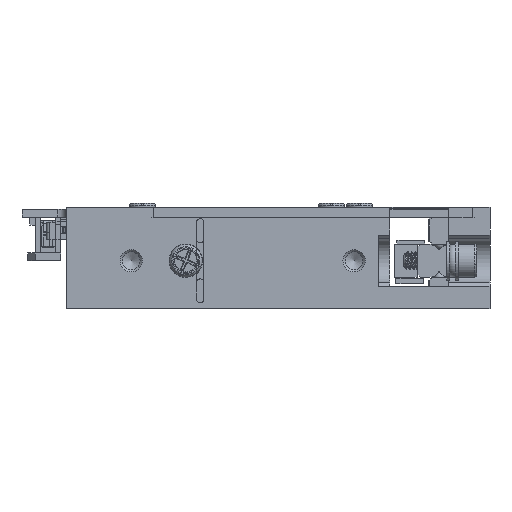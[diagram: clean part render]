
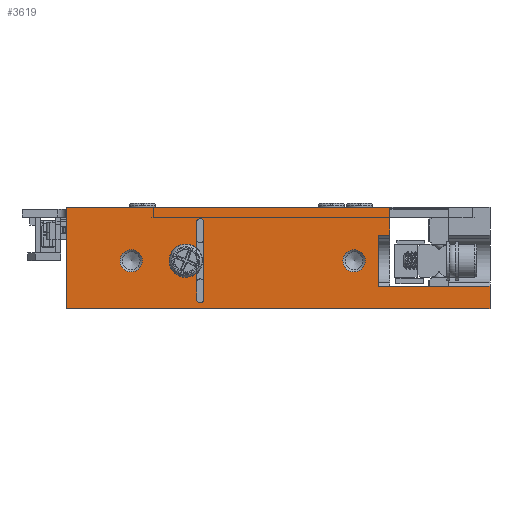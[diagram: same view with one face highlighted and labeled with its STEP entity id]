
A CAD part, left-side view. The second image highlights one B-rep face of the part: STEP entity #3619.
In plain terms, the highlighted planar face has unit normal (-1, 0, 0).
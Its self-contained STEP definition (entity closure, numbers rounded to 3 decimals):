
#995=PLANE('',#55972);
#3247=FACE_BOUND('',#9392,.T.);
#3248=FACE_BOUND('',#9393,.T.);
#3249=FACE_BOUND('',#9394,.T.);
#3250=FACE_BOUND('',#9395,.T.);
#3619=ADVANCED_FACE('',(#3247,#3248,#3249,#3250),#995,.F.);
#9392=EDGE_LOOP('',(#26420));
#9393=EDGE_LOOP('',(#26421));
#9394=EDGE_LOOP('',(#26422,#26423,#26424,#26425,#26426,#26427));
#9395=EDGE_LOOP('',(#26428,#26429,#26430,#26431,#26432,#26433,#26434,#26435,
#26436,#26437,#26438,#26439));
#12328=LINE('',#74059,#19263);
#12329=LINE('',#74064,#19264);
#12330=LINE('',#74068,#19265);
#12331=LINE('',#74071,#19266);
#12332=LINE('',#74074,#19267);
#12333=LINE('',#74076,#19268);
#12334=LINE('',#74078,#19269);
#12335=LINE('',#74080,#19270);
#12336=LINE('',#74082,#19271);
#12337=LINE('',#74084,#19272);
#12338=LINE('',#74086,#19273);
#12339=LINE('',#74088,#19274);
#12340=LINE('',#74090,#19275);
#12341=LINE('',#74092,#19276);
#12342=LINE('',#74094,#19277);
#19263=VECTOR('',#59857,1.);
#19264=VECTOR('',#59860,1.);
#19265=VECTOR('',#59863,1.);
#19266=VECTOR('',#59866,1.);
#19267=VECTOR('',#59867,1.);
#19268=VECTOR('',#59868,1.);
#19269=VECTOR('',#59869,1.);
#19270=VECTOR('',#59870,1.);
#19271=VECTOR('',#59871,1.);
#19272=VECTOR('',#59872,1.);
#19273=VECTOR('',#59873,1.);
#19274=VECTOR('',#59874,1.);
#19275=VECTOR('',#59875,1.);
#19276=VECTOR('',#59876,1.);
#19277=VECTOR('',#59877,1.);
#26420=ORIENTED_EDGE('',*,*,#47220,.T.);
#26421=ORIENTED_EDGE('',*,*,#47221,.T.);
#26422=ORIENTED_EDGE('',*,*,#47222,.F.);
#26423=ORIENTED_EDGE('',*,*,#47223,.T.);
#26424=ORIENTED_EDGE('',*,*,#47224,.F.);
#26425=ORIENTED_EDGE('',*,*,#47225,.F.);
#26426=ORIENTED_EDGE('',*,*,#47226,.F.);
#26427=ORIENTED_EDGE('',*,*,#47227,.F.);
#26428=ORIENTED_EDGE('',*,*,#47228,.F.);
#26429=ORIENTED_EDGE('',*,*,#47229,.T.);
#26430=ORIENTED_EDGE('',*,*,#47230,.F.);
#26431=ORIENTED_EDGE('',*,*,#47231,.F.);
#26432=ORIENTED_EDGE('',*,*,#47232,.T.);
#26433=ORIENTED_EDGE('',*,*,#47233,.T.);
#26434=ORIENTED_EDGE('',*,*,#47234,.T.);
#26435=ORIENTED_EDGE('',*,*,#47235,.T.);
#26436=ORIENTED_EDGE('',*,*,#47236,.T.);
#26437=ORIENTED_EDGE('',*,*,#47237,.F.);
#26438=ORIENTED_EDGE('',*,*,#47238,.T.);
#26439=ORIENTED_EDGE('',*,*,#47239,.T.);
#41966=VERTEX_POINT('',#74056);
#41967=VERTEX_POINT('',#74058);
#41968=VERTEX_POINT('',#74060);
#41969=VERTEX_POINT('',#74061);
#41970=VERTEX_POINT('',#74063);
#41971=VERTEX_POINT('',#74065);
#41972=VERTEX_POINT('',#74067);
#41973=VERTEX_POINT('',#74069);
#41974=VERTEX_POINT('',#74072);
#41975=VERTEX_POINT('',#74073);
#41976=VERTEX_POINT('',#74075);
#41977=VERTEX_POINT('',#74077);
#41978=VERTEX_POINT('',#74079);
#41979=VERTEX_POINT('',#74081);
#41980=VERTEX_POINT('',#74083);
#41981=VERTEX_POINT('',#74085);
#41982=VERTEX_POINT('',#74087);
#41983=VERTEX_POINT('',#74089);
#41984=VERTEX_POINT('',#74091);
#41985=VERTEX_POINT('',#74093);
#47220=EDGE_CURVE('',#41966,#41966,#55007,.T.);
#47221=EDGE_CURVE('',#41967,#41967,#55008,.T.);
#47222=EDGE_CURVE('',#41968,#41969,#12328,.T.);
#47223=EDGE_CURVE('',#41968,#41970,#55009,.T.);
#47224=EDGE_CURVE('',#41971,#41970,#12329,.T.);
#47225=EDGE_CURVE('',#41972,#41971,#55010,.T.);
#47226=EDGE_CURVE('',#41973,#41972,#12330,.T.);
#47227=EDGE_CURVE('',#41969,#41973,#55011,.T.);
#47228=EDGE_CURVE('',#41974,#41975,#12331,.T.);
#47229=EDGE_CURVE('',#41974,#41976,#12332,.T.);
#47230=EDGE_CURVE('',#41977,#41976,#12333,.T.);
#47231=EDGE_CURVE('',#41978,#41977,#12334,.T.);
#47232=EDGE_CURVE('',#41978,#41979,#12335,.T.);
#47233=EDGE_CURVE('',#41979,#41980,#12336,.T.);
#47234=EDGE_CURVE('',#41980,#41981,#12337,.T.);
#47235=EDGE_CURVE('',#41981,#41982,#12338,.T.);
#47236=EDGE_CURVE('',#41982,#41983,#12339,.T.);
#47237=EDGE_CURVE('',#41984,#41983,#12340,.T.);
#47238=EDGE_CURVE('',#41984,#41985,#12341,.T.);
#47239=EDGE_CURVE('',#41985,#41975,#12342,.T.);
#55007=CIRCLE('',#55967,1.);
#55008=CIRCLE('',#55968,1.);
#55009=CIRCLE('',#55969,1.);
#55010=CIRCLE('',#55970,0.325);
#55011=CIRCLE('',#55971,0.325);
#55967=AXIS2_PLACEMENT_3D('',#74055,#59853,#59854);
#55968=AXIS2_PLACEMENT_3D('',#74057,#59855,#59856);
#55969=AXIS2_PLACEMENT_3D('',#74062,#59858,#59859);
#55970=AXIS2_PLACEMENT_3D('',#74066,#59861,#59862);
#55971=AXIS2_PLACEMENT_3D('',#74070,#59864,#59865);
#55972=AXIS2_PLACEMENT_3D('',#74095,#59878,#59879);
#59853=DIRECTION('',(1.,0.,0.));
#59854=DIRECTION('',(0.,1.,0.));
#59855=DIRECTION('',(1.,0.,0.));
#59856=DIRECTION('',(0.,1.,0.));
#59857=DIRECTION('',(0.,0.,-1.));
#59858=DIRECTION('',(1.,0.,0.));
#59859=DIRECTION('',(0.,1.,0.));
#59860=DIRECTION('',(0.,0.,-1.));
#59861=DIRECTION('',(-1.,0.,0.));
#59862=DIRECTION('',(0.,0.,1.));
#59863=DIRECTION('',(0.,0.,1.));
#59864=DIRECTION('',(-1.,0.,0.));
#59865=DIRECTION('',(0.,0.,1.));
#59866=DIRECTION('',(0.,0.,-1.));
#59867=DIRECTION('',(0.,1.,0.));
#59868=DIRECTION('',(0.,0.,1.));
#59869=DIRECTION('',(0.,-1.,0.));
#59870=DIRECTION('',(0.,0.,1.));
#59871=DIRECTION('',(0.,1.,0.));
#59872=DIRECTION('',(0.,0.,1.));
#59873=DIRECTION('',(0.,-1.,0.));
#59874=DIRECTION('',(0.,0.,1.));
#59875=DIRECTION('',(0.,-1.,0.));
#59876=DIRECTION('',(0.,0.,-1.));
#59877=DIRECTION('',(0.,-1.,0.));
#59878=DIRECTION('',(1.,0.,0.));
#59879=DIRECTION('',(0.,1.,0.));
#74055=CARTESIAN_POINT('',(-15.,12.2,4.3));
#74056=CARTESIAN_POINT('',(-15.,13.2,4.3));
#74057=CARTESIAN_POINT('',(-15.,32.2,4.3));
#74058=CARTESIAN_POINT('',(-15.,33.2,4.3));
#74059=CARTESIAN_POINT('',(-15.,26.325,2.35));
#74060=CARTESIAN_POINT('',(-15.,26.325,4.078));
#74061=CARTESIAN_POINT('',(-15.,26.325,0.85));
#74062=CARTESIAN_POINT('',(-15.,27.3,4.3));
#74063=CARTESIAN_POINT('',(-15.,26.325,4.522));
#74064=CARTESIAN_POINT('',(-15.,26.325,2.35));
#74065=CARTESIAN_POINT('',(-15.,26.325,7.75));
#74066=CARTESIAN_POINT('',(-15.,26.,7.75));
#74067=CARTESIAN_POINT('',(-15.,25.675,7.75));
#74068=CARTESIAN_POINT('',(-15.,25.675,0.85));
#74069=CARTESIAN_POINT('',(-15.,25.675,0.85));
#74070=CARTESIAN_POINT('',(-15.,26.,0.85));
#74071=CARTESIAN_POINT('',(-15.,0.,9.1));
#74072=CARTESIAN_POINT('',(-15.,0.,2.009));
#74073=CARTESIAN_POINT('',(-15.,0.,0.));
#74074=CARTESIAN_POINT('',(-15.,3.7,2.009));
#74075=CARTESIAN_POINT('',(-15.,3.7,2.009));
#74076=CARTESIAN_POINT('',(-15.,3.7,2.));
#74077=CARTESIAN_POINT('',(-15.,3.7,2.));
#74078=CARTESIAN_POINT('',(-15.,9.,2.));
#74079=CARTESIAN_POINT('',(-15.,9.,2.));
#74080=CARTESIAN_POINT('',(-15.,9.,2.));
#74081=CARTESIAN_POINT('',(-15.,9.,2.009));
#74082=CARTESIAN_POINT('',(-15.,10.,2.009));
#74083=CARTESIAN_POINT('',(-15.,10.,2.009));
#74084=CARTESIAN_POINT('',(-15.,10.,2.3));
#74085=CARTESIAN_POINT('',(-15.,10.,6.591));
#74086=CARTESIAN_POINT('',(-15.,9.,6.591));
#74087=CARTESIAN_POINT('',(-15.,9.,6.591));
#74088=CARTESIAN_POINT('',(-15.,9.,2.));
#74089=CARTESIAN_POINT('',(-15.,9.,9.1));
#74090=CARTESIAN_POINT('',(-15.,38.,9.1));
#74091=CARTESIAN_POINT('',(-15.,38.,9.1));
#74092=CARTESIAN_POINT('',(-15.,38.,9.1));
#74093=CARTESIAN_POINT('',(-15.,38.,0.));
#74094=CARTESIAN_POINT('',(-15.,38.,0.));
#74095=CARTESIAN_POINT('',(-15.,38.,9.1));
